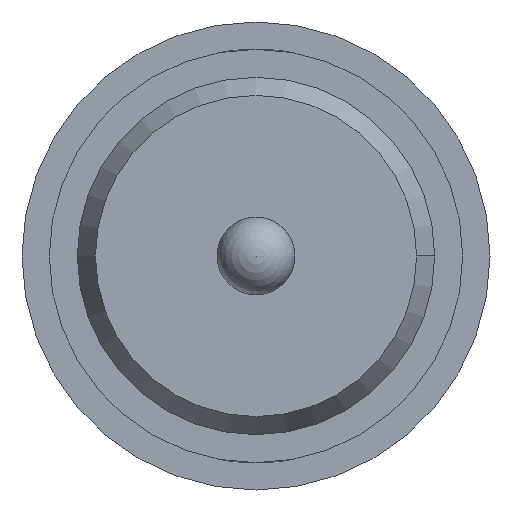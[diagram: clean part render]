
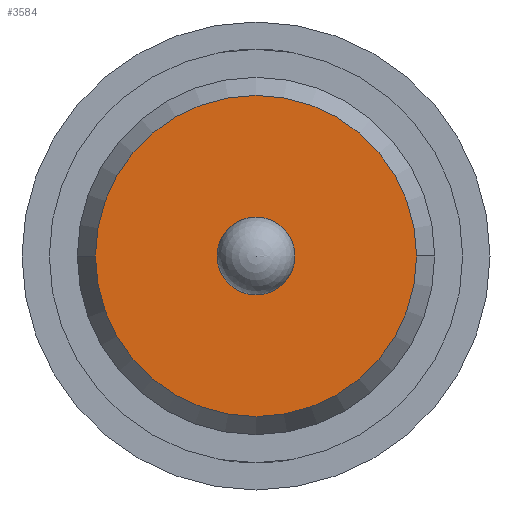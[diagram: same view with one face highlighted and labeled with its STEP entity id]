
A CAD part, front view. The second image highlights one B-rep face of the part: STEP entity #3584.
In plain terms, the highlighted planar face has unit normal (0, -1, 0).
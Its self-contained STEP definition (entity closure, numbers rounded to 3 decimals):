
#21 = CIRCLE ( 'NONE', #912, 0.25 ) ;
#34 = CARTESIAN_POINT ( 'NONE',  ( 0., -28.6, 0. ) ) ;
#52 = ORIENTED_EDGE ( 'NONE', *, *, #2844, .T. ) ;
#403 = ORIENTED_EDGE ( 'NONE', *, *, #6077, .T. ) ;
#912 = AXIS2_PLACEMENT_3D ( 'NONE', #5434, #6433, #5942 ) ;
#965 = PLANE ( 'NONE',  #2842 ) ;
#1168 = CARTESIAN_POINT ( 'NONE',  ( 0., -28.6, 0.25 ) ) ;
#1292 = DIRECTION ( 'NONE',  ( 0., 0., -1. ) ) ;
#1470 = EDGE_CURVE ( 'Defeature ausgef�hrt1_57+Defeature ausgef�hrt1_59+Defeature ausgef�hrt1_59+Defeature ausgef�hrt1_59', #2719, #4439, #5062, .T. ) ;
#1481 = VERTEX_POINT ( 'NONE', #2952 ) ;
#1528 = DIRECTION ( 'NONE',  ( 1., 0., 0. ) ) ;
#1673 = AXIS2_PLACEMENT_3D ( 'NONE', #4262, #4184, #1292 ) ;
#1926 = CARTESIAN_POINT ( 'NONE',  ( -1.145, -28.6, 0. ) ) ;
#2704 = EDGE_LOOP ( 'NONE', ( #403, #52 ) ) ;
#2719 = VERTEX_POINT ( 'NONE', #4662 ) ;
#2753 = DIRECTION ( 'NONE',  ( 0., -1., 0. ) ) ;
#2842 = AXIS2_PLACEMENT_3D ( 'NONE', #1926, #3449, #3472 ) ;
#2844 = EDGE_CURVE ( 'Defeature ausgef�hrt1_57+Defeature ausgef�hrt1_61+Defeature ausgef�hrt1_61+Defeature ausgef�hrt1_61', #1481, #5799, #5656, .T. ) ;
#2952 = CARTESIAN_POINT ( 'NONE',  ( 0., -28.6, -0.25 ) ) ;
#3252 = CARTESIAN_POINT ( 'NONE',  ( 1.03, -28.6, 0. ) ) ;
#3318 = EDGE_CURVE ( 'Defeature ausgef�hrt1_57+Defeature ausgef�hrt1_59+Defeature ausgef�hrt1_59+Defeature ausgef�hrt1_59', #4439, #2719, #4715, .T. ) ;
#3449 = DIRECTION ( 'NONE',  ( 0., -1., 0. ) ) ;
#3472 = DIRECTION ( 'NONE',  ( 1., 0., 0. ) ) ;
#3505 = DIRECTION ( 'NONE',  ( 0., -1., 0. ) ) ;
#3584 = ADVANCED_FACE ( 'Defeature ausgef�hrt1_57', ( #5176, #5649 ), #965, .T. ) ;
#3774 = ORIENTED_EDGE ( 'NONE', *, *, #3318, .T. ) ;
#3845 = AXIS2_PLACEMENT_3D ( 'NONE', #34, #3505, #1528 ) ;
#3862 = ORIENTED_EDGE ( 'NONE', *, *, #1470, .T. ) ;
#4184 = DIRECTION ( 'NONE',  ( 0., 1., 0. ) ) ;
#4188 = AXIS2_PLACEMENT_3D ( 'NONE', #5264, #2753, #6205 ) ;
#4262 = CARTESIAN_POINT ( 'NONE',  ( 0., -28.6, 0. ) ) ;
#4439 = VERTEX_POINT ( 'NONE', #3252 ) ;
#4662 = CARTESIAN_POINT ( 'NONE',  ( -1.03, -28.6, 0. ) ) ;
#4715 = CIRCLE ( 'NONE', #4188, 1.03 ) ;
#5062 = CIRCLE ( 'NONE', #3845, 1.03 ) ;
#5176 = FACE_BOUND ( 'NONE', #2704, .T. ) ;
#5264 = CARTESIAN_POINT ( 'NONE',  ( 0., -28.6, 0. ) ) ;
#5434 = CARTESIAN_POINT ( 'NONE',  ( 0., -28.6, 0. ) ) ;
#5584 = EDGE_LOOP ( 'NONE', ( #3862, #3774 ) ) ;
#5649 = FACE_OUTER_BOUND ( 'NONE', #5584, .T. ) ;
#5656 = CIRCLE ( 'NONE', #1673, 0.25 ) ;
#5799 = VERTEX_POINT ( 'NONE', #1168 ) ;
#5942 = DIRECTION ( 'NONE',  ( 0., 0., -1. ) ) ;
#6077 = EDGE_CURVE ( 'Defeature ausgef�hrt1_57+Defeature ausgef�hrt1_61+Defeature ausgef�hrt1_61+Defeature ausgef�hrt1_61', #5799, #1481, #21, .T. ) ;
#6205 = DIRECTION ( 'NONE',  ( 1., 0., 0. ) ) ;
#6433 = DIRECTION ( 'NONE',  ( 0., 1., 0. ) ) ;
